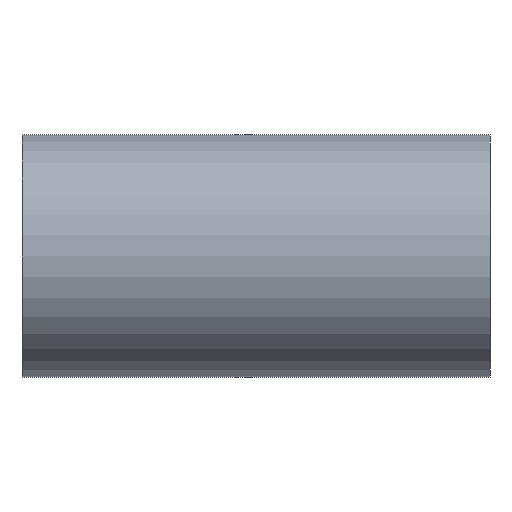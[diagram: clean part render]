
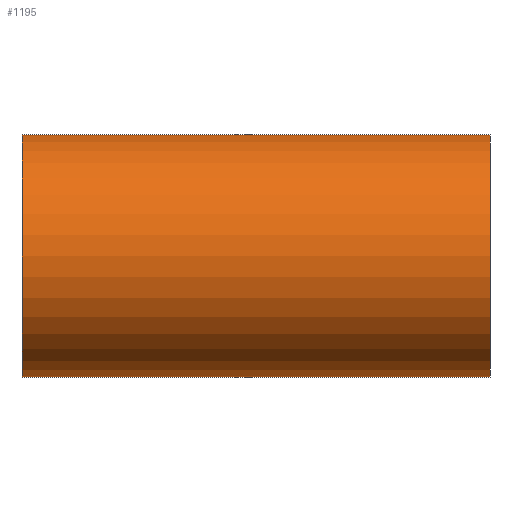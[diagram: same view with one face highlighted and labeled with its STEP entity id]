
A CAD part, front view. The second image highlights one B-rep face of the part: STEP entity #1195.
In plain terms, the highlighted cylindrical face has radius 44.45 mm (diameter 88.9 mm), a partial arc.
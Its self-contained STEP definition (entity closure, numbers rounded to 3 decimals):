
#20 = CARTESIAN_POINT ( 'NONE',  ( 85.7, 0., 44.45 ) ) ;
#82 = FACE_OUTER_BOUND ( 'NONE', #614, .T. ) ;
#120 = DIRECTION ( 'NONE',  ( -1., 0., 0. ) ) ;
#124 = ORIENTED_EDGE ( 'NONE', *, *, #1230, .F. ) ;
#164 = EDGE_CURVE ( 'NONE', #173, #1237, #1009, .T. ) ;
#173 = VERTEX_POINT ( 'NONE', #20 ) ;
#264 = AXIS2_PLACEMENT_3D ( 'NONE', #676, #586, #1160 ) ;
#277 = CYLINDRICAL_SURFACE ( 'NONE', #264, 44.45 ) ;
#293 = LINE ( 'NONE', #316, #1034 ) ;
#316 = CARTESIAN_POINT ( 'NONE',  ( 85.7, 0., -44.45 ) ) ;
#323 = CIRCLE ( 'NONE', #1141, 44.45 ) ;
#367 = VERTEX_POINT ( 'NONE', #1249 ) ;
#386 = VECTOR ( 'NONE', #1013, 1000. ) ;
#393 = EDGE_CURVE ( 'NONE', #173, #367, #323, .T. ) ;
#504 = CARTESIAN_POINT ( 'NONE',  ( -85.7, 0., 44.45 ) ) ;
#510 = AXIS2_PLACEMENT_3D ( 'NONE', #548, #557, #903 ) ;
#528 = CIRCLE ( 'NONE', #510, 44.45 ) ;
#548 = CARTESIAN_POINT ( 'NONE',  ( -85.7, 0., 0. ) ) ;
#557 = DIRECTION ( 'NONE',  ( 1., 0., 0. ) ) ;
#586 = DIRECTION ( 'NONE',  ( -1., 0., 0. ) ) ;
#589 = DIRECTION ( 'NONE',  ( 1., 0., 0. ) ) ;
#614 = EDGE_LOOP ( 'NONE', ( #124, #1130, #795, #856 ) ) ;
#676 = CARTESIAN_POINT ( 'NONE',  ( 85.7, 0., 0. ) ) ;
#723 = CARTESIAN_POINT ( 'NONE',  ( 85.7, 0., 44.45 ) ) ;
#745 = DIRECTION ( 'NONE',  ( 0., 0., -1. ) ) ;
#795 = ORIENTED_EDGE ( 'NONE', *, *, #164, .T. ) ;
#856 = ORIENTED_EDGE ( 'NONE', *, *, #928, .T. ) ;
#863 = VERTEX_POINT ( 'NONE', #1002 ) ;
#878 = CARTESIAN_POINT ( 'NONE',  ( 85.7, 0., 0. ) ) ;
#903 = DIRECTION ( 'NONE',  ( 0., 0., -1. ) ) ;
#928 = EDGE_CURVE ( 'NONE', #1237, #863, #528, .T. ) ;
#1002 = CARTESIAN_POINT ( 'NONE',  ( -85.7, 0., -44.45 ) ) ;
#1009 = LINE ( 'NONE', #723, #386 ) ;
#1013 = DIRECTION ( 'NONE',  ( -1., 0., 0. ) ) ;
#1034 = VECTOR ( 'NONE', #120, 1000. ) ;
#1130 = ORIENTED_EDGE ( 'NONE', *, *, #393, .F. ) ;
#1141 = AXIS2_PLACEMENT_3D ( 'NONE', #878, #589, #745 ) ;
#1160 = DIRECTION ( 'NONE',  ( 0., 0., 1. ) ) ;
#1195 = ADVANCED_FACE ( 'NONE', ( #82 ), #277, .T. ) ;
#1230 = EDGE_CURVE ( 'NONE', #367, #863, #293, .T. ) ;
#1237 = VERTEX_POINT ( 'NONE', #504 ) ;
#1249 = CARTESIAN_POINT ( 'NONE',  ( 85.7, 0., -44.45 ) ) ;
